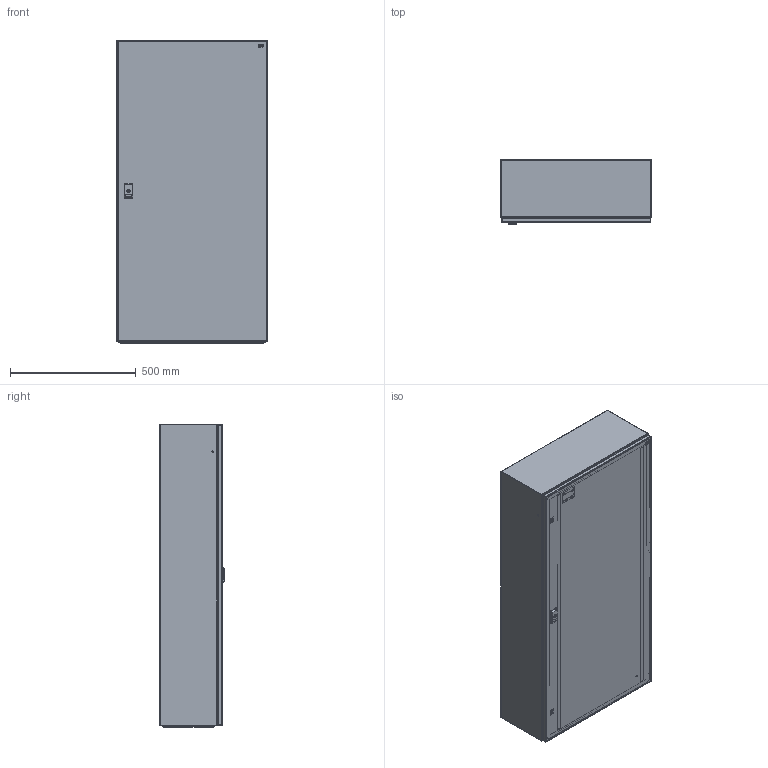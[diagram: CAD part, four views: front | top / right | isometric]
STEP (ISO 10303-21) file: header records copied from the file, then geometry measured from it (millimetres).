
FILE_DESCRIPTION((''),'2;1');
FILE_NAME('GT_120_60_25_ASM','2021-11-04T',('marketing.praksa'),('Audax d.o.o.'),'CREO PARAMETRIC BY PTC INC, 2017480','CREO PARAMETRIC BY PTC INC, 2017480','');
FILE_SCHEMA(('AUTOMOTIVE_DESIGN { 1 0 10303 214 1 1 1 1 }'));
Products named in the file (68): KOR_GT_120-60-25_1; PRZEPUST_1_2_3_4_5_6_7_8_9_1_26; ZAWIAS_1_2_3_4_5_6_7_8_9_10__15; TULEJA_1_2_3_4_5_6_7_8_9_10__15; PLYTA_1_2_3_4_5_6_7_8_9_10_1_15; NAKRETKA_M8_1_2_3_4_5_6_7_8___6; ZASLEPKA_10_7_1_2_3_4_5_6_7__16; ETI_LOGO_1_1_1_1_1_2_3_4_5_6_22; ETI_LOGO_2_1_1_1_1_2_3_4_5_6_22; ETI_LOGO_3_1_1_1_1_2_3_4_5_6_22; SCREWS_120_60_25_1_1; SCREWS_120_60_25_1_2; SCREWS_120_60_25_1_3; SCREWS_120_60_25_1_4; SCREWS_120_60_25_1_5; SCREWS_120_60_25_1_6; SCREWS_120_60_25_1_7; SCREWS_120_60_25_1_8; SCREWS_120_60_25_1_9; SCREWS_120_60_25_1_10; SCREWS_120_60_25_1_11; SCREWS_120_60_25_1_12; SCREWS_120_60_25_1_13; SCREWS_120_60_25_1_14; PRT0060_1; MANIFOLD_SOLID_BREP_51361_1; ZAWIAS_3_ST47_002_ELEMENT-51362; ZAWIAS_3_ST47_002_ELEMENT-51363; MANIFOLD_SOLID_BREP_51364_1; MANIFOLD_SOLID_BREP_51365_1; ZAWIAS_3_ST47_002_ELEMENT-51366; MANIFOLD_SOLID_BREP_51367_1; MANIFOLD_SOLID_BREP_51368_1; MANIFOLD_SOLID_BREP_51369_1; MANIFOLD_SOLID_BREP_51371_1; MANIFOLD_SOLID_BREP_51372_1_1; MANIFOLD_SOLID_BREP_51372_1_2; MANIFOLD_SOLID_BREP_51372_1_3; ANSI_B27_7M_3CMI-4-51373_1; ANSI_B27_7M_3CMI-4-51374_1 ...
Assembly tree (78 placements, depth 2):
  GT_120_60_25_ASM
    KOR_GT_120-60-25_1
    PRZEPUST_1_2_3_4_5_6_7_8_9_1_26
    ZAWIAS_1_2_3_4_5_6_7_8_9_10__15  x3
    TULEJA_1_2_3_4_5_6_7_8_9_10__15  x4
    PLYTA_1_2_3_4_5_6_7_8_9_10_1_15
    NAKRETKA_M8_1_2_3_4_5_6_7_8___6  x4
    ZASLEPKA_10_7_1_2_3_4_5_6_7__16  x4
    ETI_LOGO_1_1_1_1_1_2_3_4_5_6_22
    ETI_LOGO_2_1_1_1_1_2_3_4_5_6_22
    ETI_LOGO_3_1_1_1_1_2_3_4_5_6_22
    SCREWS_120_60_25_1_1
    SCREWS_120_60_25_1_2
    SCREWS_120_60_25_1_3
    SCREWS_120_60_25_1_4
    SCREWS_120_60_25_1_5
    SCREWS_120_60_25_1_6
    SCREWS_120_60_25_1_7
    SCREWS_120_60_25_1_8
    SCREWS_120_60_25_1_9
    SCREWS_120_60_25_1_10
    SCREWS_120_60_25_1_11
    SCREWS_120_60_25_1_12
    SCREWS_120_60_25_1_13
    SCREWS_120_60_25_1_14
    PRT0060_1
    MANIFOLD_SOLID_BREP_51361_1
    ZAWIAS_3_ST47_002_ELEMENT-51362
    ZAWIAS_3_ST47_002_ELEMENT-51363
    MANIFOLD_SOLID_BREP_51364_1
    MANIFOLD_SOLID_BREP_51365_1
    ZAWIAS_3_ST47_002_ELEMENT-51366
    MANIFOLD_SOLID_BREP_51367_1
    MANIFOLD_SOLID_BREP_51368_1
    MANIFOLD_SOLID_BREP_51369_1
    MANIFOLD_SOLID_BREP_51371_1
    MANIFOLD_SOLID_BREP_51372_1_1
    MANIFOLD_SOLID_BREP_51372_1_2
    MANIFOLD_SOLID_BREP_51372_1_3
    ANSI_B27_7M_3CMI-4-51373_1
    ANSI_B27_7M_3CMI-4-51374_1
    ANSI_B27_7M_3CMI-4-51375_1
    MANIFOLD_SOLID_BREP_51376_1
    MANIFOLD_SOLID_BREP_51377_1
    MANIFOLD_SOLID_BREP_51378_1
    MANIFOLD_SOLID_BREP_51379_1
    MANIFOLD_SOLID_BREP_51380_1
    MANIFOLD_SOLID_BREP_51381_1
    MANIFOLD_SOLID_BREP_51382_1
    MANIFOLD_SOLID_BREP_51383_1
    MANIFOLD_SOLID_BREP_51384_1
    MANIFOLD_SOLID_BREP_51385_1
    MANIFOLD_SOLID_BREP_51386_1
    MANIFOLD_SOLID_BREP_51387_1
    MANIFOLD_SOLID_BREP_51388_1
    MANIFOLD_SOLID_BREP_51389_1
    MANIFOLD_SOLID_BREP_51390_1
    MANIFOLD_SOLID_BREP_51391_1
    MANIFOLD_SOLID_BREP_51392_1
    MANIFOLD_SOLID_BREP_51393_1
Bounding box: 600 x 260.8 x 1208.44 mm (x, y, z)
Volume: 5256415 mm3; surface area: 6736345.6 mm2
Topology: 76 solids, 77 shells, 3480 faces, 9644 edges, 6480 vertices
Faces by surface type: plane 1564, cylinder 1364, torus 162, cone 138, extrusion 136, sphere 64, bspline 52
Entity records: 130595 total; most frequent: CARTESIAN_POINT 23183, DIRECTION 16512, ORIENTED_EDGE 15564, PRESENTATION_STYLE_ASSIGNMENT 8359, STYLED_ITEM 8359, CURVE_STYLE 7782, EDGE_CURVE 7782, AXIS2_PLACEMENT_3D 6209
